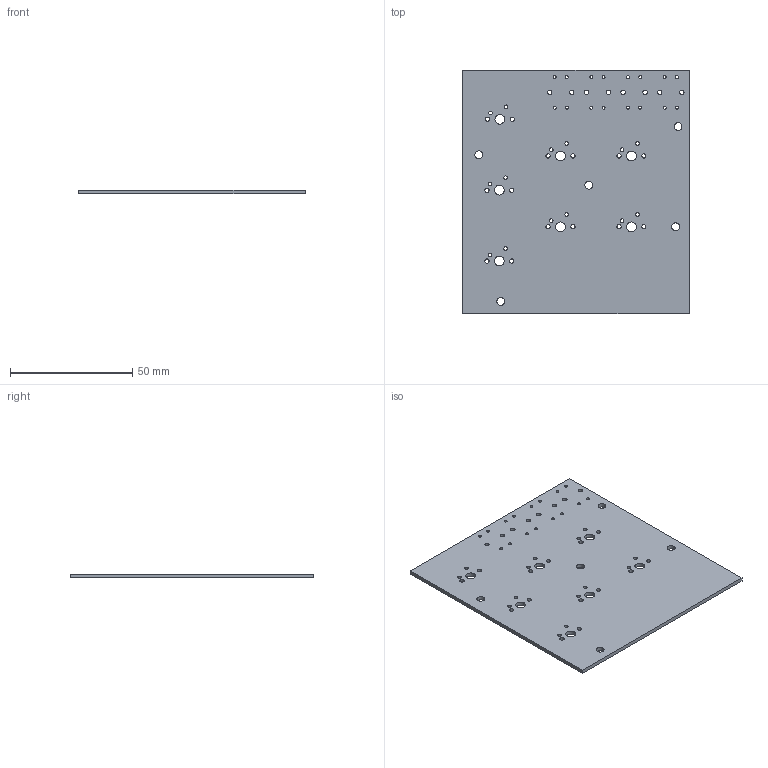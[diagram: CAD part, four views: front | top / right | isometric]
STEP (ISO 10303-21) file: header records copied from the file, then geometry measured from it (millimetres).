
FILE_DESCRIPTION(('KiCad electronic assembly'),'2;1');
FILE_NAME('4board_b.step','2024-07-24T17:17:57',('Pcbnew'),('Kicad'), 'Open CASCADE STEP processor 7.8','KiCad to STEP converter','Unknown' );
FILE_SCHEMA(('AUTOMOTIVE_DESIGN { 1 0 10303 214 1 1 1 1 }'));
Length unit declared in the file: millimetre
Products named in the file (2): 4board_b 1; 4board_b_PCB
Assembly tree (1 placements, depth 2):
  4board_b 1
    4board_b_PCB
Bounding box: 92.53 x 99.5 x 1.6 mm (x, y, z)
Volume: 14368.3 mm3; surface area: 19193.6 mm2
Topology: 1 solids, 1 shells, 70 faces, 204 edges, 136 vertices
Faces by surface type: cylinder 64, plane 6
Full cylindrical faces by diameter (mm): 1.2 x16, 1.5 x14, 1.75 x14, 1.8 x8, 3.2 x5, 4 x7
Entity records: 2689 total; most frequent: DIRECTION 476, CARTESIAN_POINT 412, ORIENTED_EDGE 408, EDGE_CURVE 204, AXIS2_PLACEMENT_3D 200, FACE_BOUND 198, EDGE_LOOP 198, VERTEX_POINT 136
